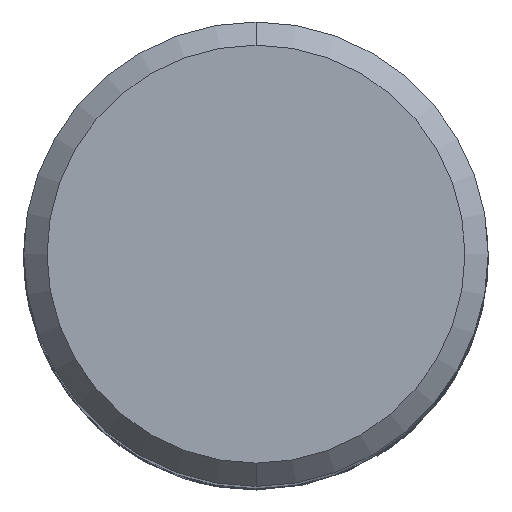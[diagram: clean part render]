
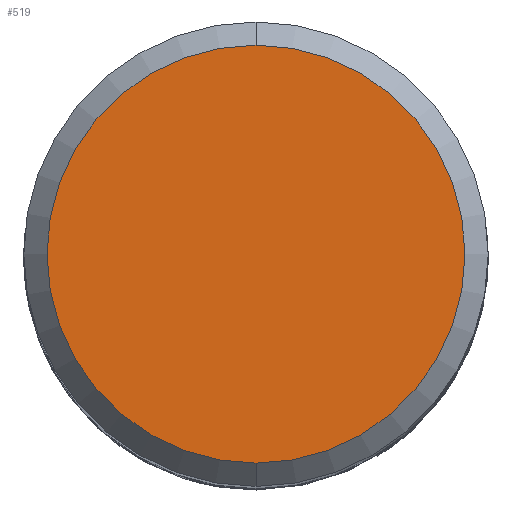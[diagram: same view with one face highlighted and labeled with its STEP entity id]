
A CAD part, top view. The second image highlights one B-rep face of the part: STEP entity #519.
In plain terms, the highlighted planar face has unit normal (0, 0, 1).
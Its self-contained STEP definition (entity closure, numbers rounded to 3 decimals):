
#519=ADVANCED_FACE('',(#1448),#1449,.T.);
#803=EDGE_CURVE('',#821,#1275,#1758,.T.);
#813=EDGE_CURVE('',#1275,#821,#1770,.T.);
#821=VERTEX_POINT('',#1778);
#1275=VERTEX_POINT('',#2274);
#1448=FACE_OUTER_BOUND('',#2636,.T.);
#1449=PLANE('',#2637);
#1758=CIRCLE('',#6840,9.0);
#1770=CIRCLE('',#7263,9.0);
#1778=CARTESIAN_POINT('',(0.,-9.0,0.0));
#2274=CARTESIAN_POINT('',(0.0,9.0,0.0));
#2636=EDGE_LOOP('',(#15268,#15269));
#2637=AXIS2_PLACEMENT_3D('',#15270,#15271,#15272);
#6840=AXIS2_PLACEMENT_3D('',#15593,#15594,#15595);
#7263=AXIS2_PLACEMENT_3D('',#15613,#15614,#15615);
#15268=ORIENTED_EDGE('',*,*,#813,.F.);
#15269=ORIENTED_EDGE('',*,*,#803,.F.);
#15270=CARTESIAN_POINT('',(0.0,4.5,0.0));
#15271=DIRECTION('',(-0.0,0.0,1.0));
#15272=DIRECTION('',(0.0,-1.0,0.0));
#15593=CARTESIAN_POINT('',(0.0,0.0,0.0));
#15594=DIRECTION('',(0.0,0.0,-1.0));
#15595=DIRECTION('',(0.0,1.0,0.0));
#15613=CARTESIAN_POINT('',(0.0,0.0,0.0));
#15614=DIRECTION('',(0.0,0.0,-1.0));
#15615=DIRECTION('',(0.0,1.0,0.0));
